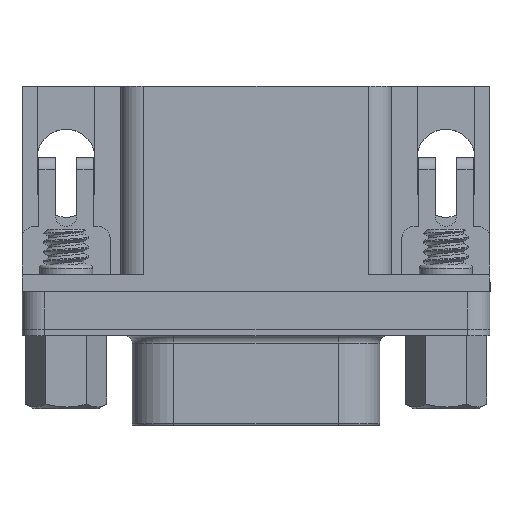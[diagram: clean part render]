
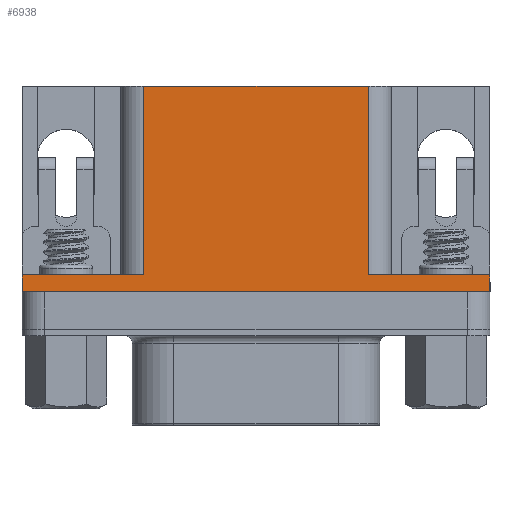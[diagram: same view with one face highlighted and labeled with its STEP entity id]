
A CAD part, top view. The second image highlights one B-rep face of the part: STEP entity #6938.
In plain terms, the highlighted face is planar.
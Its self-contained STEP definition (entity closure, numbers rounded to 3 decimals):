
#1129=ORIENTED_EDGE('',*,*,#2943,.T.);
#1130=ORIENTED_EDGE('',*,*,#2933,.T.);
#1131=ORIENTED_EDGE('',*,*,#2944,.F.);
#1132=ORIENTED_EDGE('',*,*,#2924,.F.);
#1133=ORIENTED_EDGE('',*,*,#2945,.T.);
#1134=ORIENTED_EDGE('',*,*,#2920,.T.);
#1135=ORIENTED_EDGE('',*,*,#2946,.F.);
#1136=ORIENTED_EDGE('',*,*,#2936,.F.);
#2920=EDGE_CURVE('',#3833,#3832,#4458,.T.);
#2924=EDGE_CURVE('',#3835,#3834,#4459,.T.);
#2933=EDGE_CURVE('',#3836,#3843,#4468,.T.);
#2936=EDGE_CURVE('',#3845,#3846,#4471,.T.);
#2943=EDGE_CURVE('',#3845,#3836,#4478,.T.);
#2944=EDGE_CURVE('',#3834,#3843,#4479,.T.);
#2945=EDGE_CURVE('',#3835,#3833,#4480,.T.);
#2946=EDGE_CURVE('',#3846,#3832,#4481,.T.);
#3832=VERTEX_POINT('',#10833);
#3833=VERTEX_POINT('',#10835);
#3834=VERTEX_POINT('',#10839);
#3835=VERTEX_POINT('',#10841);
#3836=VERTEX_POINT('',#10845);
#3843=VERTEX_POINT('',#10859);
#3845=VERTEX_POINT('',#10865);
#3846=VERTEX_POINT('',#10867);
#4458=LINE('',#10834,#5080);
#4459=LINE('',#10842,#5081);
#4468=LINE('',#10860,#5090);
#4471=LINE('',#10866,#5093);
#4478=LINE('',#10880,#5100);
#4479=LINE('',#10881,#5101);
#4480=LINE('',#10882,#5102);
#4481=LINE('',#10883,#5103);
#5080=VECTOR('',#8715,1000.);
#5081=VECTOR('',#8724,1000.);
#5090=VECTOR('',#8735,1000.);
#5093=VECTOR('',#8740,1000.);
#5100=VECTOR('',#8749,1000.);
#5101=VECTOR('',#8750,1000.);
#5102=VECTOR('',#8751,1000.);
#5103=VECTOR('',#8752,1000.);
#5673=EDGE_LOOP('',(#1129,#1130,#1131,#1132,#1133,#1134,#1135,#1136));
#6222=FACE_BOUND('',#5673,.T.);
#6662=PLANE('',#7554);
#6938=ADVANCED_FACE('',(#6222),#6662,.F.);
#7554=AXIS2_PLACEMENT_3D('',#10879,#8747,#8748);
#8715=DIRECTION('',(-1.,0.,0.));
#8724=DIRECTION('',(-1.,0.,0.));
#8735=DIRECTION('',(1.,0.,0.));
#8740=DIRECTION('',(1.,0.,0.));
#8747=DIRECTION('',(0.,-1.,0.));
#8748=DIRECTION('',(0.,0.,-1.));
#8749=DIRECTION('',(0.,0.,1.));
#8750=DIRECTION('',(0.,0.,1.));
#8751=DIRECTION('',(0.,0.,-1.));
#8752=DIRECTION('',(0.,0.,1.));
#10833=CARTESIAN_POINT('',(3.6,10.5,-7.4));
#10834=CARTESIAN_POINT('',(35.394,10.5,-7.4));
#10835=CARTESIAN_POINT('',(16.,10.5,-7.4));
#10839=CARTESIAN_POINT('',(3.6,10.5,7.4));
#10841=CARTESIAN_POINT('',(16.,10.5,7.4));
#10842=CARTESIAN_POINT('',(35.394,10.5,7.4));
#10845=CARTESIAN_POINT('',(2.5,10.5,15.4));
#10859=CARTESIAN_POINT('',(3.6,10.5,15.4));
#10860=CARTESIAN_POINT('',(2.5,10.5,15.4));
#10865=CARTESIAN_POINT('',(2.5,10.5,-15.4));
#10866=CARTESIAN_POINT('',(2.5,10.5,-15.4));
#10867=CARTESIAN_POINT('',(3.6,10.5,-15.4));
#10879=CARTESIAN_POINT('',(2.5,10.5,-15.4));
#10880=CARTESIAN_POINT('',(2.5,10.5,-15.4));
#10881=CARTESIAN_POINT('',(3.6,10.5,-15.4));
#10882=CARTESIAN_POINT('',(16.,10.5,7.4));
#10883=CARTESIAN_POINT('',(3.6,10.5,-15.4));
